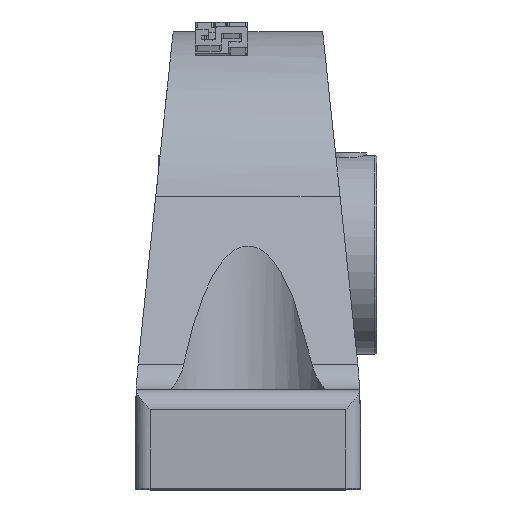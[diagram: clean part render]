
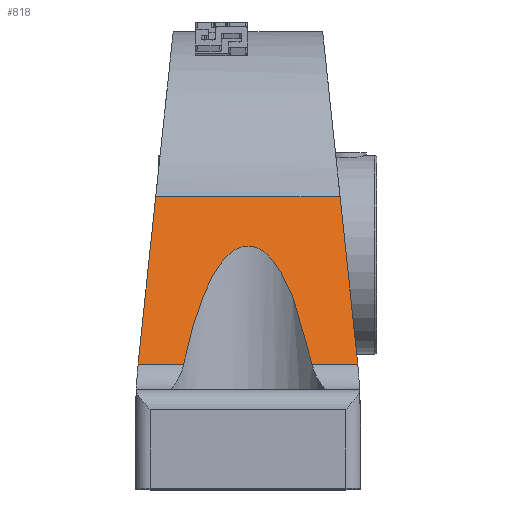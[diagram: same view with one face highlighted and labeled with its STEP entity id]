
A CAD part, top view. The second image highlights one B-rep face of the part: STEP entity #818.
In plain terms, the highlighted planar face has unit normal (0, 0.259, 0.966).
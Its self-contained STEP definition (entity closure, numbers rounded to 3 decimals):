
#818 = ADVANCED_FACE( '', ( #1646 ), #1647, .T. );
#1646 = FACE_OUTER_BOUND( '', #2454, .T. );
#1647 = PLANE( '', #2455 );
#2454 = EDGE_LOOP( '', ( #4770, #4771, #4772, #4773, #4774, #4775, #4776, #4777 ) );
#2455 = AXIS2_PLACEMENT_3D( '', #4778, #4779, #4780 );
#4770 = ORIENTED_EDGE( '', *, *, #5643, .F. );
#4771 = ORIENTED_EDGE( '', *, *, #5277, .F. );
#4772 = ORIENTED_EDGE( '', *, *, #5689, .T. );
#4773 = ORIENTED_EDGE( '', *, *, #5695, .T. );
#4774 = ORIENTED_EDGE( '', *, *, #5588, .T. );
#4775 = ORIENTED_EDGE( '', *, *, #5200, .T. );
#4776 = ORIENTED_EDGE( '', *, *, #5641, .T. );
#4777 = ORIENTED_EDGE( '', *, *, #5693, .F. );
#4778 = CARTESIAN_POINT( '', ( 127., -15.594, 36.997 ) );
#4779 = DIRECTION( '', ( 0., 0.259, 0.966 ) );
#4780 = DIRECTION( '', ( 0., -0.966, 0.259 ) );
#5200 = EDGE_CURVE( '', #6396, #6394, #6397, .T. );
#5277 = EDGE_CURVE( '', #6516, #6512, #6518, .T. );
#5588 = EDGE_CURVE( '', #6937, #6396, #6938, .T. );
#5641 = EDGE_CURVE( '', #6394, #6998, #7000, .T. );
#5643 = EDGE_CURVE( '', #6512, #7002, #7003, .T. );
#5689 = EDGE_CURVE( '', #6516, #7051, #7053, .T. );
#5693 = EDGE_CURVE( '', #7002, #6998, #7057, .T. );
#5695 = EDGE_CURVE( '', #7051, #6937, #7059, .T. );
#6394 = VERTEX_POINT( '', #8108 );
#6396 = VERTEX_POINT( '', #8111 );
#6397 = LINE( '', #8112, #8113 );
#6512 = VERTEX_POINT( '', #8339 );
#6516 = VERTEX_POINT( '', #8355 );
#6518 = LINE( '', #8370, #8371 );
#6937 = VERTEX_POINT( '', #9070 );
#6938 = LINE( '', #9071, #9072 );
#6998 = VERTEX_POINT( '', #9155 );
#7000 = ELLIPSE( '', #9170, 103.528, 100. );
#7002 = VERTEX_POINT( '', #9172 );
#7003 = ELLIPSE( '', #9173, 44.433, 11.5 );
#7051 = VERTEX_POINT( '', #9242 );
#7053 = ELLIPSE( '', #9245, 103.528, 100. );
#7057 = LINE( '', #9249, #9250 );
#7059 = LINE( '', #9252, #9253 );
#8108 = CARTESIAN_POINT( '', ( -15.445, -14.056, 36.584 ) );
#8111 = CARTESIAN_POINT( '', ( -13.091, 8.205, 30.62 ) );
#8112 = CARTESIAN_POINT( '', ( -13.194, 7.23, 30.881 ) );
#8113 = VECTOR( '', #9796, 1000. );
#8339 = CARTESIAN_POINT( '', ( 9.122, -15.594, 36.997 ) );
#8355 = CARTESIAN_POINT( '', ( 15.596, -15.594, 36.997 ) );
#8370 = CARTESIAN_POINT( '', ( 127., -15.594, 36.997 ) );
#8371 = VECTOR( '', #9892, 1000. );
#9070 = CARTESIAN_POINT( '', ( 13.091, 8.205, 30.62 ) );
#9071 = CARTESIAN_POINT( '', ( 127., 8.205, 30.62 ) );
#9072 = VECTOR( '', #10244, 1000. );
#9155 = CARTESIAN_POINT( '', ( -15.596, -15.594, 36.997 ) );
#9170 = AXIS2_PLACEMENT_3D( '', #10301, #10302, #10303 );
#9172 = CARTESIAN_POINT( '', ( -9.122, -15.594, 36.997 ) );
#9173 = AXIS2_PLACEMENT_3D( '', #10304, #10305, #10306 );
#9242 = CARTESIAN_POINT( '', ( 15.445, -14.056, 36.584 ) );
#9245 = AXIS2_PLACEMENT_3D( '', #10339, #10340, #10341 );
#9249 = CARTESIAN_POINT( '', ( 127., -15.594, 36.997 ) );
#9250 = VECTOR( '', #10342, 1000. );
#9252 = CARTESIAN_POINT( '', ( 17.811, -36.426, 42.579 ) );
#9253 = VECTOR( '', #10343, 1000. );
#9796 = DIRECTION( '', ( -0.102, -0.961, 0.257 ) );
#9892 = DIRECTION( '', ( -1., 0., 0. ) );
#10244 = DIRECTION( '', ( -1., 0., 0. ) );
#10301 = CARTESIAN_POINT( '', ( 84., -24.574, 39.403 ) );
#10302 = DIRECTION( '', ( 0., 0.259, 0.966 ) );
#10303 = DIRECTION( '', ( 0., 0.966, -0.259 ) );
#10304 = CARTESIAN_POINT( '', ( 0., -41.731, 44. ) );
#10305 = DIRECTION( '', ( 0., 0.259, 0.966 ) );
#10306 = DIRECTION( '', ( 0., 0.966, -0.259 ) );
#10339 = CARTESIAN_POINT( '', ( -84., -24.574, 39.403 ) );
#10340 = DIRECTION( '', ( 0., 0.259, 0.966 ) );
#10341 = DIRECTION( '', ( 0., 0.966, -0.259 ) );
#10342 = DIRECTION( '', ( -1., 0., 0. ) );
#10343 = DIRECTION( '', ( -0.102, 0.961, -0.257 ) );
